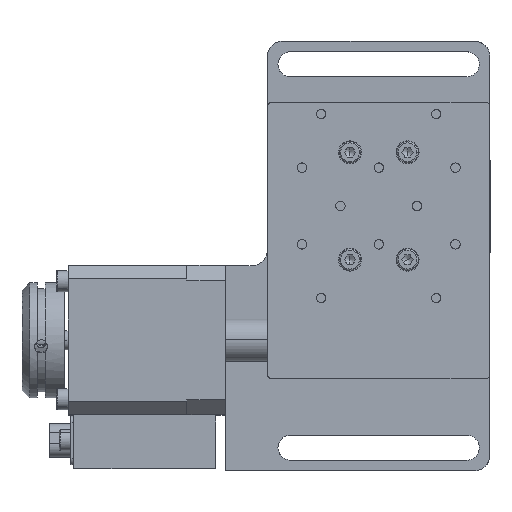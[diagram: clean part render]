
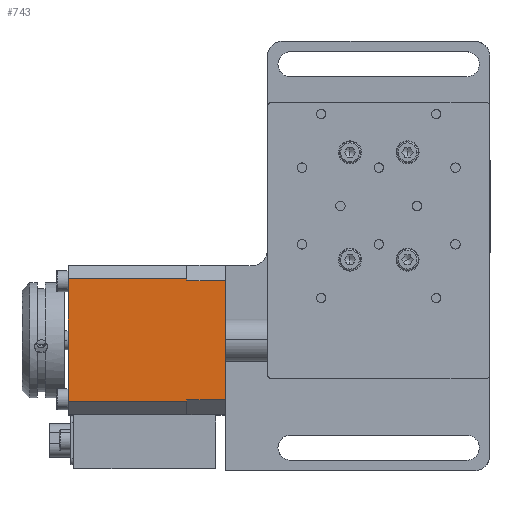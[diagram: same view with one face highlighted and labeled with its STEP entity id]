
A CAD part, top view. The second image highlights one B-rep face of the part: STEP entity #743.
In plain terms, the highlighted planar face has unit normal (0, 0, 1).
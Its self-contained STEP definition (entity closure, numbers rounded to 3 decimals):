
#743=ADVANCED_FACE('',(#1629),#14384,.T.);
#1629=FACE_OUTER_BOUND('',#2640,.T.);
#2640=EDGE_LOOP('',(#6051,#6052,#6053,#6054,#6055,#6056,#6057,#6058));
#6051=ORIENTED_EDGE('',*,*,#9010,.F.);
#6052=ORIENTED_EDGE('',*,*,#8999,.F.);
#6053=ORIENTED_EDGE('',*,*,#9011,.T.);
#6054=ORIENTED_EDGE('',*,*,#9012,.F.);
#6055=ORIENTED_EDGE('',*,*,#9013,.F.);
#6056=ORIENTED_EDGE('',*,*,#9014,.T.);
#6057=ORIENTED_EDGE('',*,*,#9015,.F.);
#6058=ORIENTED_EDGE('',*,*,#9016,.F.);
#8999=EDGE_CURVE('',#13163,#13164,#10756,.T.);
#9010=EDGE_CURVE('',#13164,#13172,#10767,.T.);
#9011=EDGE_CURVE('',#13163,#13175,#10768,.T.);
#9012=EDGE_CURVE('',#13176,#13175,#10769,.T.);
#9013=EDGE_CURVE('',#13177,#13176,#10770,.T.);
#9014=EDGE_CURVE('',#13177,#13178,#10771,.T.);
#9015=EDGE_CURVE('',#13179,#13178,#10772,.T.);
#9016=EDGE_CURVE('',#13172,#13179,#10773,.T.);
#10756=B_SPLINE_CURVE_WITH_KNOTS('',1,(#23021,#23022),.UNSPECIFIED.,.F.,
 .F.,(2,2),(0.,3.1),.UNSPECIFIED.);
#10767=B_SPLINE_CURVE_WITH_KNOTS('',1,(#23043,#23044),.UNSPECIFIED.,.F.,
 .F.,(2,2),(0.,1.),.UNSPECIFIED.);
#10768=B_SPLINE_CURVE_WITH_KNOTS('',1,(#23045,#23046),.UNSPECIFIED.,.F.,
 .F.,(2,2),(0.,1.),.UNSPECIFIED.);
#10769=B_SPLINE_CURVE_WITH_KNOTS('',1,(#23047,#23048),.UNSPECIFIED.,.F.,
 .F.,(2,2),(0.35,0.4),.UNSPECIFIED.);
#10770=B_SPLINE_CURVE_WITH_KNOTS('',1,(#23049,#23050),.UNSPECIFIED.,.F.,
 .F.,(2,2),(-3.1,0.),.UNSPECIFIED.);
#10771=B_SPLINE_CURVE_WITH_KNOTS('',1,(#23051,#23052),.UNSPECIFIED.,.F.,
 .F.,(2,2),(0.35,3.55),.UNSPECIFIED.);
#10772=B_SPLINE_CURVE_WITH_KNOTS('',1,(#23053,#23054),.UNSPECIFIED.,.F.,
 .F.,(2,2),(0.,3.1),.UNSPECIFIED.);
#10773=B_SPLINE_CURVE_WITH_KNOTS('',1,(#23055,#23056),.UNSPECIFIED.,.F.,
 .F.,(2,2),(3.5,3.55),.UNSPECIFIED.);
#13163=VERTEX_POINT('',#18952);
#13164=VERTEX_POINT('',#18953);
#13172=VERTEX_POINT('',#18961);
#13175=VERTEX_POINT('',#18964);
#13176=VERTEX_POINT('',#18965);
#13177=VERTEX_POINT('',#18966);
#13178=VERTEX_POINT('',#18967);
#13179=VERTEX_POINT('',#18968);
#14384=PLANE('',#15137);
#15137=AXIS2_PLACEMENT_3D('',#17027,#15942,$);
#15942=DIRECTION('',(0.,0.,1.));
#17027=CARTESIAN_POINT('',(-49.035,-38.01,40.2));
#18952=CARTESIAN_POINT('',(-8.025,-6.5,40.2));
#18953=CARTESIAN_POINT('',(-8.025,-37.5,40.2));
#18961=CARTESIAN_POINT('',(-18.025,-37.5,40.2));
#18964=CARTESIAN_POINT('',(-18.025,-6.5,40.2));
#18965=CARTESIAN_POINT('',(-18.025,-6.,40.2));
#18966=CARTESIAN_POINT('',(-49.025,-6.,40.2));
#18967=CARTESIAN_POINT('',(-49.025,-38.,40.2));
#18968=CARTESIAN_POINT('',(-18.025,-38.,40.2));
#23021=CARTESIAN_POINT('',(-8.025,-6.5,40.2));
#23022=CARTESIAN_POINT('',(-8.025,-37.5,40.2));
#23043=CARTESIAN_POINT('',(-8.025,-37.5,40.2));
#23044=CARTESIAN_POINT('',(-18.025,-37.5,40.2));
#23045=CARTESIAN_POINT('',(-8.025,-6.5,40.2));
#23046=CARTESIAN_POINT('',(-18.025,-6.5,40.2));
#23047=CARTESIAN_POINT('',(-18.025,-6.,40.2));
#23048=CARTESIAN_POINT('',(-18.025,-6.5,40.2));
#23049=CARTESIAN_POINT('',(-49.025,-6.,40.2));
#23050=CARTESIAN_POINT('',(-18.025,-6.,40.2));
#23051=CARTESIAN_POINT('',(-49.025,-6.,40.2));
#23052=CARTESIAN_POINT('',(-49.025,-38.,40.2));
#23053=CARTESIAN_POINT('',(-18.025,-38.,40.2));
#23054=CARTESIAN_POINT('',(-49.025,-38.,40.2));
#23055=CARTESIAN_POINT('',(-18.025,-37.5,40.2));
#23056=CARTESIAN_POINT('',(-18.025,-38.,40.2));
